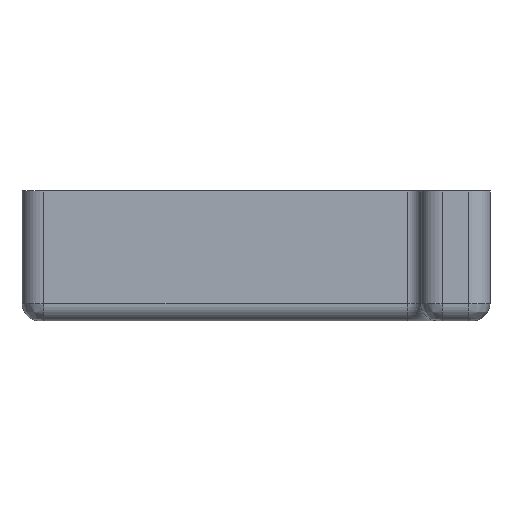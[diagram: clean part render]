
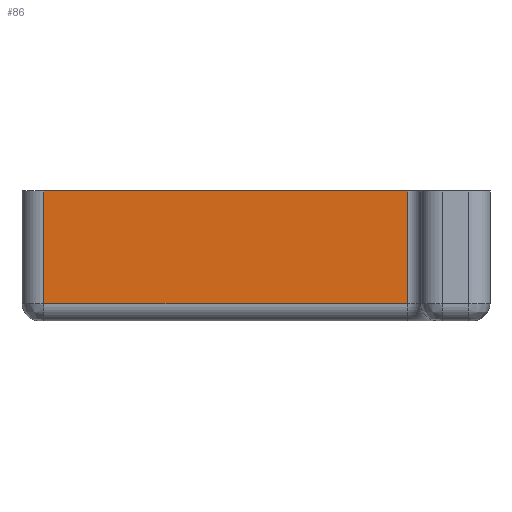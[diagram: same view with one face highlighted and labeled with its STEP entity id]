
A CAD part, front view. The second image highlights one B-rep face of the part: STEP entity #86.
In plain terms, the highlighted planar face has unit normal (0, -1, 0).
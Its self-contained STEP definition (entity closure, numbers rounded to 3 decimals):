
#86 = ADVANCED_FACE( '', ( #138 ), #139, .T. );
#138 = FACE_OUTER_BOUND( '', #217, .T. );
#139 = PLANE( '', #218 );
#217 = EDGE_LOOP( '', ( #466, #467, #468, #469 ) );
#218 = AXIS2_PLACEMENT_3D( '', #470, #471, #472 );
#466 = ORIENTED_EDGE( '', *, *, #711, .F. );
#467 = ORIENTED_EDGE( '', *, *, #712, .T. );
#468 = ORIENTED_EDGE( '', *, *, #713, .T. );
#469 = ORIENTED_EDGE( '', *, *, #665, .F. );
#470 = CARTESIAN_POINT( '', ( -49.5, -6., -15. ) );
#471 = DIRECTION( '', ( 0., -1., 0. ) );
#472 = DIRECTION( '', ( -1., 0., 0. ) );
#665 = EDGE_CURVE( '', #767, #769, #770, .T. );
#711 = EDGE_CURVE( '', #849, #767, #851, .T. );
#712 = EDGE_CURVE( '', #849, #852, #853, .T. );
#713 = EDGE_CURVE( '', #852, #769, #854, .T. );
#767 = VERTEX_POINT( '', #926 );
#769 = VERTEX_POINT( '', #928 );
#770 = LINE( '', #929, #930 );
#849 = VERTEX_POINT( '', #1036 );
#851 = LINE( '', #1038, #1039 );
#852 = VERTEX_POINT( '', #1040 );
#853 = LINE( '', #1041, #1042 );
#854 = LINE( '', #1043, #1044 );
#926 = CARTESIAN_POINT( '', ( -49.5, -6., 0. ) );
#928 = CARTESIAN_POINT( '', ( -7.5, -6., 0. ) );
#929 = CARTESIAN_POINT( '', ( -49.5, -6., 0. ) );
#930 = VECTOR( '', #1135, 1000. );
#1036 = CARTESIAN_POINT( '', ( -49.5, -6., -13. ) );
#1038 = CARTESIAN_POINT( '', ( -49.5, -6., -15. ) );
#1039 = VECTOR( '', #1217, 1000. );
#1040 = CARTESIAN_POINT( '', ( -7.5, -6., -13. ) );
#1041 = CARTESIAN_POINT( '', ( -7.5, -6., -13. ) );
#1042 = VECTOR( '', #1218, 1000. );
#1043 = CARTESIAN_POINT( '', ( -7.5, -6., -15. ) );
#1044 = VECTOR( '', #1219, 1000. );
#1135 = DIRECTION( '', ( 1., 0., 0. ) );
#1217 = DIRECTION( '', ( 0., 0., 1. ) );
#1218 = DIRECTION( '', ( 1., 0., 0. ) );
#1219 = DIRECTION( '', ( 0., 0., 1. ) );
